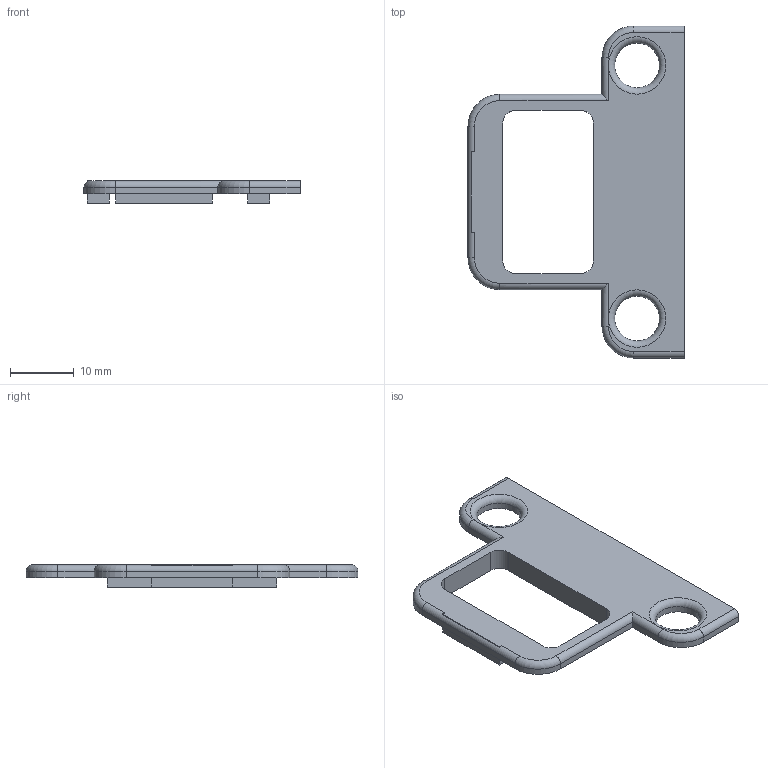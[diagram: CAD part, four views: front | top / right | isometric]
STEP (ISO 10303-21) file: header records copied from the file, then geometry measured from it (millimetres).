
FILE_DESCRIPTION(/* description */ (''),/* implementation_level */ '2;1');
FILE_NAME(/* name */ 'EduBot_M2_RoofMask.stp',/* time_stamp */ '2019-03-03T17:19:25+09:00',/* author */ ('tlsru'),/* organization */ (''),/* preprocessor_version */ 'ST-DEVELOPER v15.6',/* originating_system */ 'Autodesk Inventor 2015',/* authorisation */ '');
FILE_SCHEMA (('AUTOMOTIVE_DESIGN { 1 0 10303 214 3 1 1 }'));
Length unit declared in the file: millimetre
Products named in the file (1): EduBot_M2_RoofMask
Bounding box: 33.85 x 52 x 3.5 mm (x, y, z)
Volume: 1792 mm3; surface area: 2558.7 mm2
Topology: 1 solids, 1 shells, 63 faces, 166 edges, 106 vertices
Faces by surface type: plane 40, cylinder 17, torus 6
Full cylindrical faces by diameter (mm): 7 x2
Entity records: 1926 total; most frequent: DIRECTION 328, CARTESIAN_POINT 328, ORIENTED_EDGE 320, EDGE_CURVE 160, LINE 120, VECTOR 120, VERTEX_POINT 104, AXIS2_PLACEMENT_3D 104
